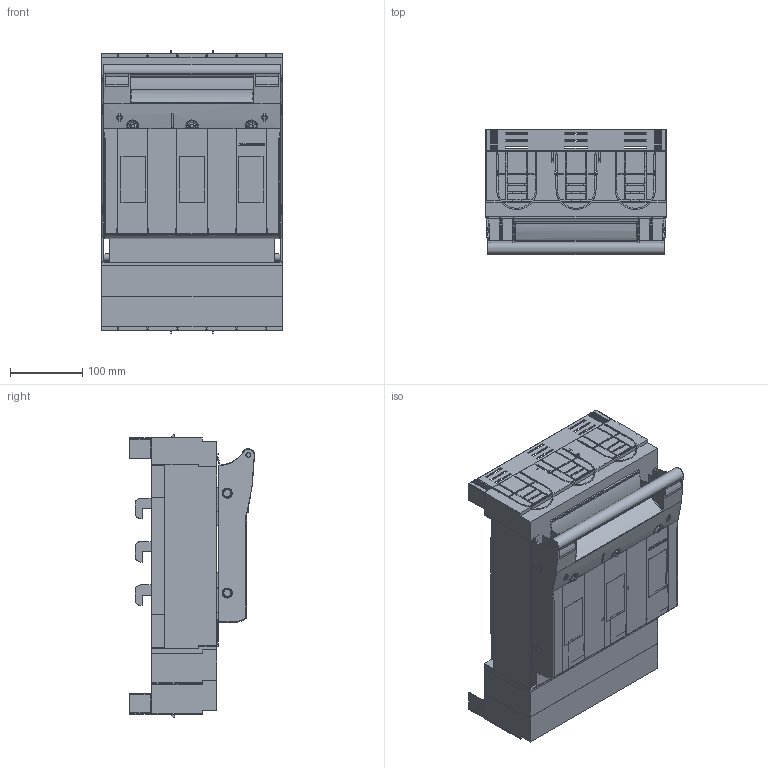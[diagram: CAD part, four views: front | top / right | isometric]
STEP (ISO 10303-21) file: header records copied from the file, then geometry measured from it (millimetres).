
FILE_DESCRIPTION(('CATIA V5 STEP'),'2;1');
FILE_NAME('T0796_10_NH-Sicherungslasttrennschalter-KETO-3-3_60_Ao_F_EST.stp','2019-02-14T11:56:38+00:00',('none'),('Jean Müller GmbH'),'CATIA Version 5 Release 19 SP 9 (IN-10)','CATIA V5 STEP AP214','none');
FILE_SCHEMA(('AUTOMOTIVE_DESIGN { 1 0 10303 214 1 1 1 1 }'));
Products named in the file (24): T0796_10_NH-Sicherungslasttrennschalter-KETO-3-3/60/Au/F/EST; T0585_03_KETO-3-3/60/Ao; 34245_L01_Gehaeuse KETO-3-3; 34206_L01_Frontplatte Gr3_3-polig; 34246_L_Schutzabdeckung oben Gr3_3-polig; 34247_L_Schutzabdeckung unten Gr3_3-polig; 34248_L_Anschlussraumabdeckung Gr3_3-polig; 158641-01_L_Anschlusslasche Gr3-KETO; 5491_05_Klemmbuegel kpl; 34213_L_SK-Montagehaube; 158647_L_Anschlussschiene L1_Gr3-Trenner; 158648_L_Anschlussschiene L2_Gr3-Trenner; 158649_L_Anschlussschiene L3_Gr3-Trenner; 34208_L01_Scheibe Gr1; 34208_L_Scheibe Gr.1; 34249_L_Umgreifschutzabdeckung Gr3_3-polig; 158684_L_NH-Kontakt  Gr.3   KETO-3; 810026_Anschlusslasche kpl.; 158641_05_Anschlusslasche Gr. 3; 60240_Setzmutter_M10; F_123_1+2+3_Anschluss; 65746_Sechskantschraube M10x25; 66903_Spannscheibe DIN6796 -10; 66113_Sechskantmutter DIN934_M10
Assembly tree (45 placements, depth 4):
  T0796_10_NH-Sicherungslasttrennschalter-KETO-3-3/60/Au/F/EST
    T0585_03_KETO-3-3/60/Ao
      34245_L01_Gehaeuse KETO-3-3
      34206_L01_Frontplatte Gr3_3-polig
      34246_L_Schutzabdeckung oben Gr3_3-polig
      34247_L_Schutzabdeckung unten Gr3_3-polig
      34248_L_Anschlussraumabdeckung Gr3_3-polig
      158641-01_L_Anschlusslasche Gr3-KETO  x3
      5491_05_Klemmbuegel kpl  x3
        34213_L_SK-Montagehaube
      158647_L_Anschlussschiene L1_Gr3-Trenner
      158648_L_Anschlussschiene L2_Gr3-Trenner
      158649_L_Anschlussschiene L3_Gr3-Trenner
      34208_L01_Scheibe Gr1
      34208_L_Scheibe Gr.1  x2
    34249_L_Umgreifschutzabdeckung Gr3_3-polig  x2
    34248_L_Anschlussraumabdeckung Gr3_3-polig
    158684_L_NH-Kontakt  Gr.3   KETO-3  x6
    810026_Anschlusslasche kpl.  x3
      158641_05_Anschlusslasche Gr. 3
      60240_Setzmutter_M10
    F_123_1+2+3_Anschluss  x3
      65746_Sechskantschraube M10x25
      66903_Spannscheibe DIN6796 -10
      66113_Sechskantmutter DIN934_M10
    65746_Sechskantschraube M10x25  x3
    66903_Spannscheibe DIN6796 -10  x3
Bounding box: 250 x 173.07 x 390.76 mm (x, y, z)
Volume: 3608221.7 mm3; surface area: 1289240.8 mm2
Topology: 92 solids, 99 shells, 3959 faces, 11243 edges, 7470 vertices
Faces by surface type: plane 2857, cylinder 637, bspline 183, cone 147, extrusion 59, sphere 42, torus 34
Entity records: 97353 total; most frequent: CARTESIAN_POINT 29635, ORIENTED_EDGE 16184, DIRECTION 9945, EDGE_CURVE 8092, VECTOR 6149, LINE 6100, VERTEX_POINT 5407, EDGE_LOOP 3021
